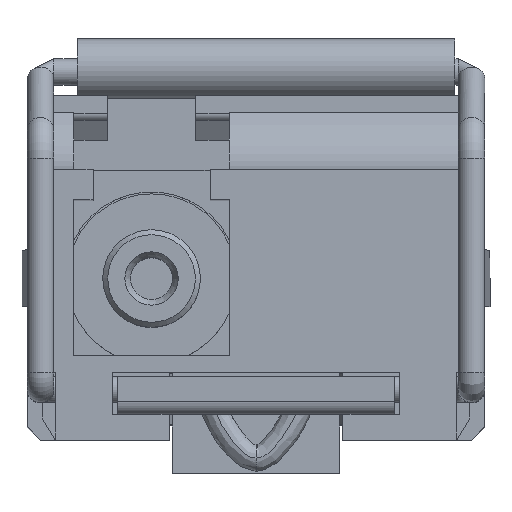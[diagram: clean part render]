
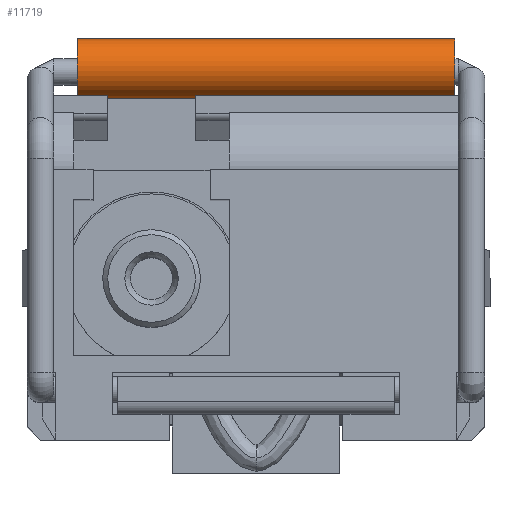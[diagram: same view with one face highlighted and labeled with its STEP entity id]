
A CAD part, top view. The second image highlights one B-rep face of the part: STEP entity #11719.
In plain terms, the highlighted cylindrical face has radius 0.9 mm (diameter 1.8 mm), a full revolution.
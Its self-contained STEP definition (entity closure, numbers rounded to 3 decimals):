
#174 = DIRECTION ( 'NONE',  ( 1., 0., 0. ) ) ;
#325 = FACE_OUTER_BOUND ( 'NONE', #9082, .T. ) ;
#1370 = CARTESIAN_POINT ( 'NONE',  ( -4.45, 9.8, 5.6 ) ) ;
#2216 = ORIENTED_EDGE ( 'NONE', *, *, #21163, .F. ) ;
#2278 = VECTOR ( 'NONE', #22973, 1000. ) ;
#2590 = CARTESIAN_POINT ( 'NONE',  ( -4.45, 9.8, 6.364 ) ) ;
#2633 = CIRCLE ( 'NONE', #7512, 0.9 ) ;
#2771 = VERTEX_POINT ( 'NONE', #1370 ) ;
#3230 = EDGE_CURVE ( 'NONE', #20506, #20526, #5210, .T. ) ;
#4666 = DIRECTION ( 'NONE',  ( 0., 1., 0. ) ) ;
#4676 = ORIENTED_EDGE ( 'NONE', *, *, #15840, .T. ) ;
#4926 = LINE ( 'NONE', #23217, #2278 ) ;
#5210 = CIRCLE ( 'NONE', #9410, 0.9 ) ;
#5211 = VECTOR ( 'NONE', #8680, 1000. ) ;
#5256 = CARTESIAN_POINT ( 'NONE',  ( -5.349, 10.615, 5.982 ) ) ;
#6596 = VERTEX_POINT ( 'NONE', #16331 ) ;
#7099 = DIRECTION ( 'NONE',  ( 1., 0., 0. ) ) ;
#7105 = DIRECTION ( 'NONE',  ( 1., 0., 0. ) ) ;
#7264 = EDGE_CURVE ( 'NONE', #20526, #6596, #9872, .T. ) ;
#7436 = VECTOR ( 'NONE', #7099, 1000. ) ;
#7512 = AXIS2_PLACEMENT_3D ( 'NONE', #13792, #23311, #4666 ) ;
#8011 = LINE ( 'NONE', #18906, #8874 ) ;
#8385 = DIRECTION ( 'NONE',  ( -1., 0., 0. ) ) ;
#8525 = CARTESIAN_POINT ( 'NONE',  ( 6.051, 9.8, 6.364 ) ) ;
#8588 = EDGE_CURVE ( 'NONE', #17038, #20506, #8011, .T. ) ;
#8613 = ORIENTED_EDGE ( 'NONE', *, *, #8588, .F. ) ;
#8680 = DIRECTION ( 'NONE',  ( -1., 0., 0. ) ) ;
#8874 = VECTOR ( 'NONE', #174, 1000. ) ;
#8940 = DIRECTION ( 'NONE',  ( -1., 0., 0. ) ) ;
#8981 = ORIENTED_EDGE ( 'NONE', *, *, #14876, .F. ) ;
#9082 = EDGE_LOOP ( 'NONE', ( #4676, #18860, #17703, #8613 ) ) ;
#9410 = AXIS2_PLACEMENT_3D ( 'NONE', #24105, #7105, #24025 ) ;
#9470 = CIRCLE ( 'NONE', #19549, 0.9 ) ;
#9485 = CARTESIAN_POINT ( 'NONE',  ( -5.349, 9.8, 5.6 ) ) ;
#9872 = LINE ( 'NONE', #8525, #5211 ) ;
#10267 = DIRECTION ( 'NONE',  ( 0., 0., -1. ) ) ;
#11203 = ORIENTED_EDGE ( 'NONE', *, *, #17510, .F. ) ;
#11252 = DIRECTION ( 'NONE',  ( -1., 0., 0. ) ) ;
#11478 = FACE_OUTER_BOUND ( 'NONE', #20336, .T. ) ;
#11492 = EDGE_CURVE ( 'NONE', #2771, #12860, #9470, .T. ) ;
#11719 = ADVANCED_FACE ( 'NONE', ( #11478, #325 ), #22956, .T. ) ;
#12433 = LINE ( 'NONE', #19923, #7436 ) ;
#12639 = DIRECTION ( 'NONE',  ( 0., -1., 0. ) ) ;
#12860 = VERTEX_POINT ( 'NONE', #2590 ) ;
#13017 = CARTESIAN_POINT ( 'NONE',  ( 5.951, 9.8, 5.6 ) ) ;
#13263 = CARTESIAN_POINT ( 'NONE',  ( -5.349, 9.8, 6.364 ) ) ;
#13792 = CARTESIAN_POINT ( 'NONE',  ( -1.8, 10.615, 5.982 ) ) ;
#14876 = EDGE_CURVE ( 'NONE', #16242, #14983, #22402, .T. ) ;
#14983 = VERTEX_POINT ( 'NONE', #9485 ) ;
#15411 = CARTESIAN_POINT ( 'NONE',  ( 5.951, 9.8, 6.364 ) ) ;
#15840 = EDGE_CURVE ( 'NONE', #17038, #6596, #2633, .T. ) ;
#16242 = VERTEX_POINT ( 'NONE', #13263 ) ;
#16331 = CARTESIAN_POINT ( 'NONE',  ( -1.8, 9.8, 6.364 ) ) ;
#16791 = DIRECTION ( 'NONE',  ( 0., 0.29, 0.957 ) ) ;
#17038 = VERTEX_POINT ( 'NONE', #18938 ) ;
#17510 = EDGE_CURVE ( 'NONE', #14983, #2771, #12433, .T. ) ;
#17703 = ORIENTED_EDGE ( 'NONE', *, *, #3230, .F. ) ;
#18234 = AXIS2_PLACEMENT_3D ( 'NONE', #5256, #8940, #12639 ) ;
#18659 = CARTESIAN_POINT ( 'NONE',  ( 6.051, 10.615, 5.982 ) ) ;
#18860 = ORIENTED_EDGE ( 'NONE', *, *, #7264, .F. ) ;
#18906 = CARTESIAN_POINT ( 'NONE',  ( 6.051, 9.8, 5.6 ) ) ;
#18938 = CARTESIAN_POINT ( 'NONE',  ( -1.8, 9.8, 5.6 ) ) ;
#19549 = AXIS2_PLACEMENT_3D ( 'NONE', #21715, #8385, #10267 ) ;
#19923 = CARTESIAN_POINT ( 'NONE',  ( 6.051, 9.8, 5.6 ) ) ;
#20336 = EDGE_LOOP ( 'NONE', ( #11203, #8981, #2216, #23970 ) ) ;
#20506 = VERTEX_POINT ( 'NONE', #13017 ) ;
#20526 = VERTEX_POINT ( 'NONE', #15411 ) ;
#21163 = EDGE_CURVE ( 'NONE', #12860, #16242, #4926, .T. ) ;
#21461 = AXIS2_PLACEMENT_3D ( 'NONE', #18659, #11252, #16791 ) ;
#21715 = CARTESIAN_POINT ( 'NONE',  ( -4.45, 10.615, 5.982 ) ) ;
#22402 = CIRCLE ( 'NONE', #18234, 0.9 ) ;
#22956 = CYLINDRICAL_SURFACE ( 'NONE', #21461, 0.9 ) ;
#22973 = DIRECTION ( 'NONE',  ( -1., 0., 0. ) ) ;
#23217 = CARTESIAN_POINT ( 'NONE',  ( 6.051, 9.8, 6.364 ) ) ;
#23311 = DIRECTION ( 'NONE',  ( -1., 0., 0. ) ) ;
#23970 = ORIENTED_EDGE ( 'NONE', *, *, #11492, .F. ) ;
#24025 = DIRECTION ( 'NONE',  ( 0., 1., 0. ) ) ;
#24105 = CARTESIAN_POINT ( 'NONE',  ( 5.951, 10.615, 5.982 ) ) ;
